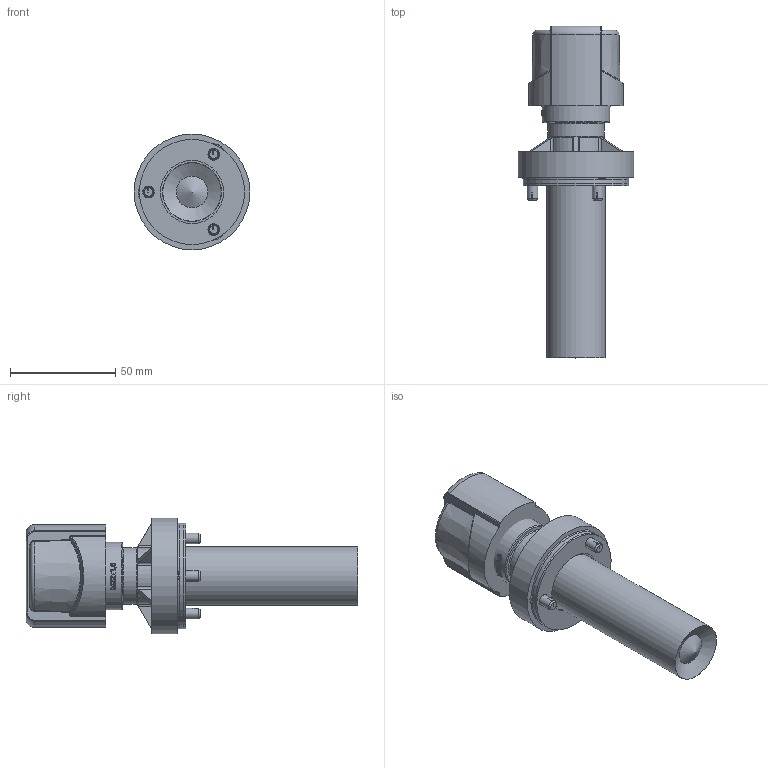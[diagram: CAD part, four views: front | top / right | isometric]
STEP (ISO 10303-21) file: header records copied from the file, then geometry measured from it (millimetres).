
FILE_DESCRIPTION (( 'STEP AP214' ), '1' );
FILE_NAME ('PABS1.STEP', '2012-12-20T18:14:10', ( 'admin' ), ( '' ), 'SwSTEP 2.0', 'SolidWorks 2012', '' );
FILE_SCHEMA (( 'AUTOMOTIVE_DESIGN' ));
Length unit declared in the file: inch
Products named in the file (1): PABS1
Bounding box: 55 x 157.9 x 55 mm (x, y, z)
Volume: 182395.9 mm3; surface area: 48195.9 mm2
Topology: 9 solids, 11 shells, 828 faces, 2164 edges, 1401 vertices
Faces by surface type: plane 403, cylinder 192, bspline 148, torus 49, cone 22, sphere 14
Full cylindrical faces by diameter (mm): 4 x3, 5 x3, 5.5 x12, 9.5 x3, 19.5 x2, 22.9 x1, 27 x1, 28 x2, 30 x2, 32 x1, 37.5 x1, 50 x3, 55 x1
Entity records: 42158 total; most frequent: CARTESIAN_POINT 12173, ORIENTED_EDGE 4136, DIRECTION 3580, EDGE_CURVE 2068, VERTEX_POINT 1373, AXIS2_PLACEMENT_3D 1228, LINE 1124, VECTOR 1124
